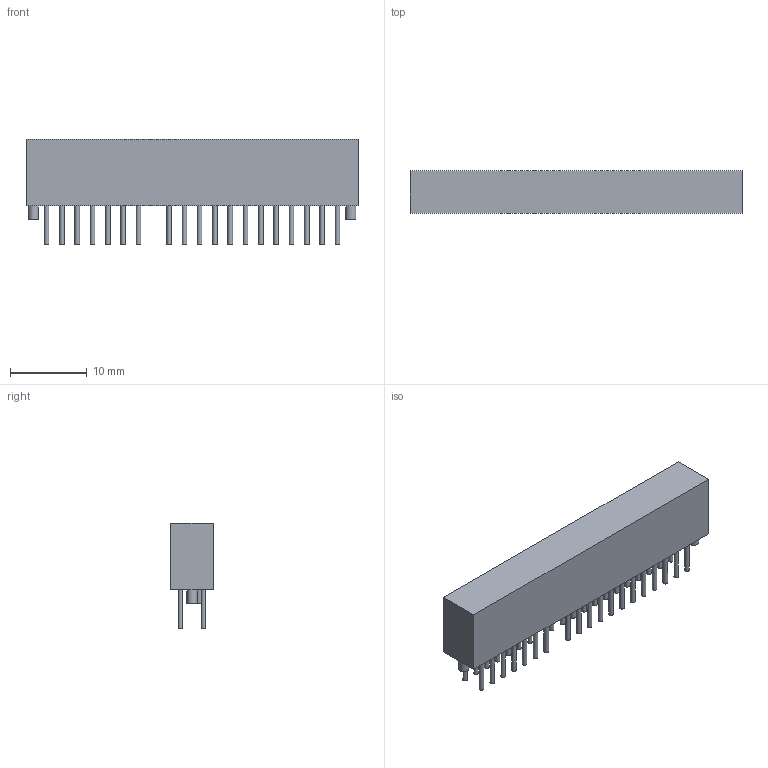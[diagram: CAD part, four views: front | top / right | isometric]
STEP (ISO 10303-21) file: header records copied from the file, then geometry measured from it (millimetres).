
FILE_DESCRIPTION(('FreeCAD Model'),'2;1');
FILE_NAME('2441528.1.1.stp','2020-04-11T02:18:42',( 'Author'),(''),'Open CASCADE STEP processor 6.9','FreeCAD','Unknown' );
FILE_SCHEMA(('AUTOMOTIVE_DESIGN { 1 0 10303 214 1 1 1 1 }'));
Length unit declared in the file: millimetre
Products named in the file (4): ASSEMBLY; Body; Lugs; Leads
Assembly tree (81 placements, depth 2):
  ASSEMBLY
    Body
    Lugs  x40
    Leads  x40
Bounding box: 43.4 x 5.6 x 13.85 mm (x, y, z)
Surface area: 17911.7 mm2
Topology: 1601 solids, 1601 shells, 4806 faces, 4812 edges, 3208 vertices
Faces by surface type: plane 3206, cylinder 1600
Full cylindrical faces by diameter (mm): 0.61 x1520, 1.33 x80
Entity records: 5054 total; most frequent: DIRECTION 892, CARTESIAN_POINT 692, AXIS2_PLACEMENT_3D 288, ORIENTED_EDGE 264, PCURVE 264, DEFINITIONAL_REPRESENTATION 264, LINE 236, VECTOR 236
